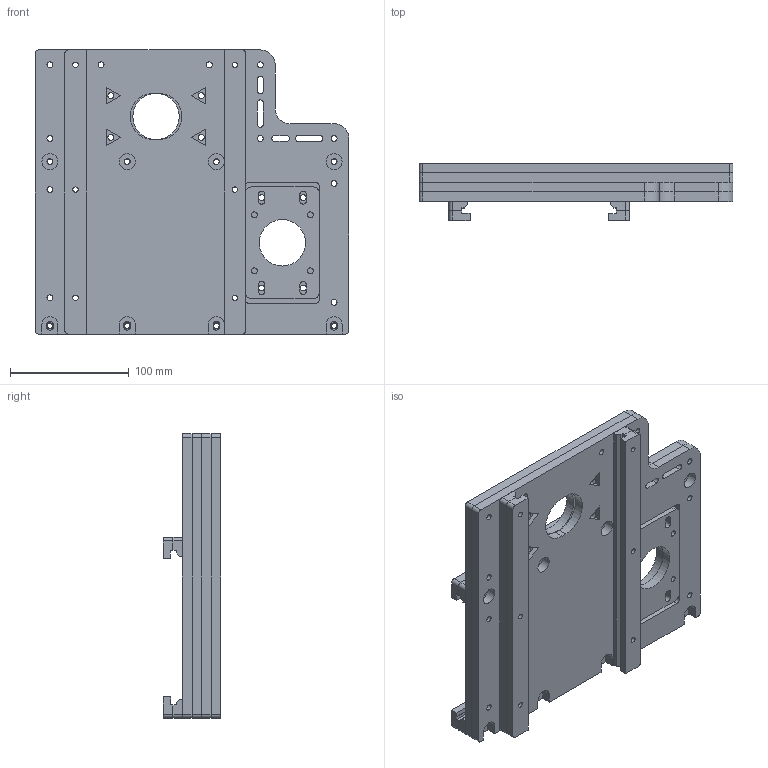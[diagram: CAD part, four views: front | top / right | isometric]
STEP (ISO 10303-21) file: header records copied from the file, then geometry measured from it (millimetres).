
FILE_DESCRIPTION(/* description */ (''),/* implementation_level */ '2;1');
FILE_NAME(/* name */ 'x_carriage humphrito.step',/* time_stamp */ '2017-12-07T19:04:16+01:00',/* author */ ('jaknil'),/* organization */ (''),/* preprocessor_version */ 'ST-DEVELOPER v16.13',/* originating_system */ 'Autodesk Translation Framework v6.5.0.72',/* authorisation */ '');
FILE_SCHEMA (('AUTOMOTIVE_DESIGN { 1 0 10303 214 3 1 1 }'));
Length unit declared in the file: millimetre
Products named in the file (2): x_carriage; motor_plate
Assembly tree (2 placements, depth 2):
  x_carriage
    motor_plate  x2
Bounding box: 264 x 48 x 239 mm (x, y, z)
Volume: 1094429.1 mm3; surface area: 366398.4 mm2
Topology: 12 solids, 12 shells, 442 faces, 1242 edges, 828 vertices
Faces by surface type: plane 256, cylinder 186
Full cylindrical faces by diameter (mm): 4.5 x14, 5 x59, 13.5 x7, 39 x2
Entity records: 13360 total; most frequent: DIRECTION 2279, CARTESIAN_POINT 2264, ORIENTED_EDGE 2238, EDGE_CURVE 1119, AXIS2_PLACEMENT_3D 761, LINE 757, VECTOR 757, VERTEX_POINT 746
